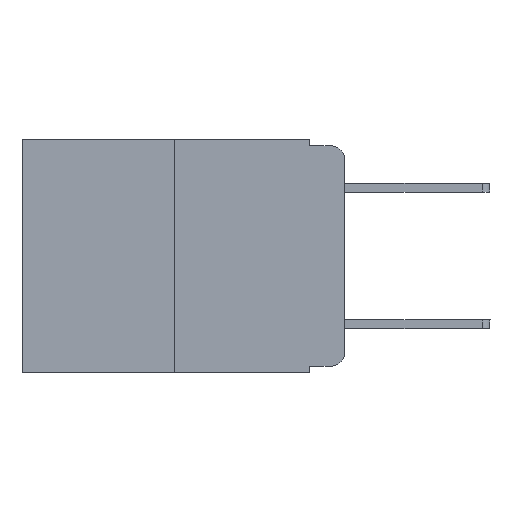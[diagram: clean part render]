
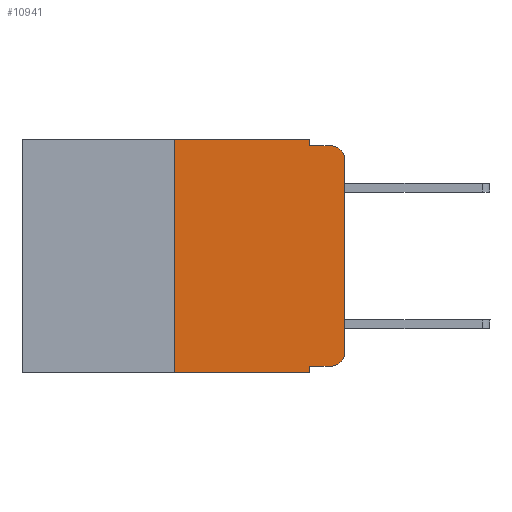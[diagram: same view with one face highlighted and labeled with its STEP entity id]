
A CAD part, left-side view. The second image highlights one B-rep face of the part: STEP entity #10941.
In plain terms, the highlighted planar face has unit normal (-1, 0, 0).
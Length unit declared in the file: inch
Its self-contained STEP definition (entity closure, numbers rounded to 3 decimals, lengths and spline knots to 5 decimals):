
#82 = CARTESIAN_POINT ( 'NONE',  ( 0., 0.02, -0.03 ) ) ;
#140 = DIRECTION ( 'NONE',  ( 0., 0., 1. ) ) ;
#148 = LINE ( 'NONE', #10957, #6605 ) ;
#456 = LINE ( 'NONE', #21578, #7731 ) ;
#1206 = VECTOR ( 'NONE', #4426, 39.37008 ) ;
#2073 = FACE_OUTER_BOUND ( 'NONE', #6546, .T. ) ;
#2315 = CIRCLE ( 'NONE', #7546, 0.02 ) ;
#2368 = VECTOR ( 'NONE', #140, 39.37008 ) ;
#2615 = VECTOR ( 'NONE', #19386, 39.37008 ) ;
#3394 = CARTESIAN_POINT ( 'NONE',  ( 0., 0.051, -0.01 ) ) ;
#3738 = CARTESIAN_POINT ( 'NONE',  ( 0., 0.02, -0.313 ) ) ;
#3755 = LINE ( 'NONE', #7365, #19989 ) ;
#3860 = EDGE_CURVE ( 'NONE', #16552, #7139, #148, .T. ) ;
#4015 = VERTEX_POINT ( 'NONE', #6902 ) ;
#4355 = VERTEX_POINT ( 'NONE', #5404 ) ;
#4426 = DIRECTION ( 'NONE',  ( 0., 0., -1. ) ) ;
#4478 = CARTESIAN_POINT ( 'NONE',  ( 0., 0.473, -0.343 ) ) ;
#4739 = VERTEX_POINT ( 'NONE', #3394 ) ;
#5174 = CARTESIAN_POINT ( 'NONE',  ( 0., 0.25, -0.343 ) ) ;
#5404 = CARTESIAN_POINT ( 'NONE',  ( 0., 0.02, -0.333 ) ) ;
#5873 = EDGE_CURVE ( 'NONE', #13649, #22485, #22212, .T. ) ;
#6234 = CARTESIAN_POINT ( 'NONE',  ( 0., 0., 0. ) ) ;
#6546 = EDGE_LOOP ( 'NONE', ( #7424, #16742, #10674, #9204, #20870, #7017, #8132, #12073, #10107, #18872 ) ) ;
#6605 = VECTOR ( 'NONE', #16099, 39.37008 ) ;
#6902 = CARTESIAN_POINT ( 'NONE',  ( 0., 0.02, -0.01 ) ) ;
#7017 = ORIENTED_EDGE ( 'NONE', *, *, #13536, .F. ) ;
#7139 = VERTEX_POINT ( 'NONE', #20352 ) ;
#7365 = CARTESIAN_POINT ( 'NONE',  ( 0., 0.051, -0.333 ) ) ;
#7424 = ORIENTED_EDGE ( 'NONE', *, *, #12512, .T. ) ;
#7546 = AXIS2_PLACEMENT_3D ( 'NONE', #82, #13964, #10446 ) ;
#7731 = VECTOR ( 'NONE', #18169, 39.37008 ) ;
#8132 = ORIENTED_EDGE ( 'NONE', *, *, #5873, .T. ) ;
#8568 = EDGE_CURVE ( 'NONE', #11338, #22485, #12227, .T. ) ;
#9039 = EDGE_CURVE ( 'NONE', #4355, #9222, #21741, .T. ) ;
#9204 = ORIENTED_EDGE ( 'NONE', *, *, #10516, .F. ) ;
#9222 = VERTEX_POINT ( 'NONE', #19097 ) ;
#9294 = LINE ( 'NONE', #6234, #12450 ) ;
#9448 = CARTESIAN_POINT ( 'NONE',  ( 0., 0.473, 0. ) ) ;
#9830 = CARTESIAN_POINT ( 'NONE',  ( 0., 0.051, 0. ) ) ;
#10065 = LINE ( 'NONE', #9830, #1206 ) ;
#10107 = ORIENTED_EDGE ( 'NONE', *, *, #14064, .T. ) ;
#10446 = DIRECTION ( 'NONE',  ( 0., 0., -1. ) ) ;
#10516 = EDGE_CURVE ( 'NONE', #7139, #4739, #10065, .T. ) ;
#10674 = ORIENTED_EDGE ( 'NONE', *, *, #17184, .F. ) ;
#10792 = CARTESIAN_POINT ( 'NONE',  ( 0., 0.051, -0.343 ) ) ;
#10941 = ADVANCED_FACE ( 'NONE', ( #2073 ), #21783, .F. ) ;
#10957 = CARTESIAN_POINT ( 'NONE',  ( 0., 0.473, 0. ) ) ;
#11338 = VERTEX_POINT ( 'NONE', #16692 ) ;
#11569 = DIRECTION ( 'NONE',  ( 1., 0., 0. ) ) ;
#12073 = ORIENTED_EDGE ( 'NONE', *, *, #8568, .F. ) ;
#12158 = EDGE_CURVE ( 'NONE', #21653, #4015, #2315, .T. ) ;
#12227 = LINE ( 'NONE', #19500, #2615 ) ;
#12253 = VECTOR ( 'NONE', #19778, 39.37008 ) ;
#12450 = VECTOR ( 'NONE', #16804, 39.37008 ) ;
#12512 = EDGE_CURVE ( 'NONE', #9222, #21653, #9294, .T. ) ;
#12558 = DIRECTION ( 'NONE',  ( 0., -1., 0. ) ) ;
#12722 = CARTESIAN_POINT ( 'NONE',  ( 0., 0., -0.03 ) ) ;
#12829 = LINE ( 'NONE', #21498, #2368 ) ;
#13536 = EDGE_CURVE ( 'NONE', #13649, #16552, #12829, .T. ) ;
#13649 = VERTEX_POINT ( 'NONE', #5174 ) ;
#13964 = DIRECTION ( 'NONE',  ( -1., 0., 0. ) ) ;
#14064 = EDGE_CURVE ( 'NONE', #11338, #4355, #3755, .T. ) ;
#15714 = DIRECTION ( 'NONE',  ( 0., 0., -1. ) ) ;
#16099 = DIRECTION ( 'NONE',  ( 0., -1., 0. ) ) ;
#16552 = VERTEX_POINT ( 'NONE', #18714 ) ;
#16577 = AXIS2_PLACEMENT_3D ( 'NONE', #9448, #11569, #20473 ) ;
#16692 = CARTESIAN_POINT ( 'NONE',  ( 0., 0.051, -0.333 ) ) ;
#16742 = ORIENTED_EDGE ( 'NONE', *, *, #12158, .T. ) ;
#16804 = DIRECTION ( 'NONE',  ( 0., 0., 1. ) ) ;
#17184 = EDGE_CURVE ( 'NONE', #4739, #4015, #456, .T. ) ;
#17472 = DIRECTION ( 'NONE',  ( -1., 0., 0. ) ) ;
#18169 = DIRECTION ( 'NONE',  ( 0., -1., 0. ) ) ;
#18714 = CARTESIAN_POINT ( 'NONE',  ( 0., 0.25, 0. ) ) ;
#18872 = ORIENTED_EDGE ( 'NONE', *, *, #9039, .T. ) ;
#19097 = CARTESIAN_POINT ( 'NONE',  ( 0., 0., -0.313 ) ) ;
#19386 = DIRECTION ( 'NONE',  ( 0., 0., -1. ) ) ;
#19500 = CARTESIAN_POINT ( 'NONE',  ( 0., 0.051, 0. ) ) ;
#19778 = DIRECTION ( 'NONE',  ( 0., -1., 0. ) ) ;
#19989 = VECTOR ( 'NONE', #12558, 39.37008 ) ;
#20224 = AXIS2_PLACEMENT_3D ( 'NONE', #3738, #17472, #15714 ) ;
#20352 = CARTESIAN_POINT ( 'NONE',  ( 0., 0.051, 0. ) ) ;
#20473 = DIRECTION ( 'NONE',  ( 0., 0., -1. ) ) ;
#20870 = ORIENTED_EDGE ( 'NONE', *, *, #3860, .F. ) ;
#21498 = CARTESIAN_POINT ( 'NONE',  ( 0., 0.25, 0. ) ) ;
#21578 = CARTESIAN_POINT ( 'NONE',  ( 0., 0.051, -0.01 ) ) ;
#21653 = VERTEX_POINT ( 'NONE', #12722 ) ;
#21741 = CIRCLE ( 'NONE', #20224, 0.02 ) ;
#21783 = PLANE ( 'NONE',  #16577 ) ;
#22212 = LINE ( 'NONE', #4478, #12253 ) ;
#22485 = VERTEX_POINT ( 'NONE', #10792 ) ;
